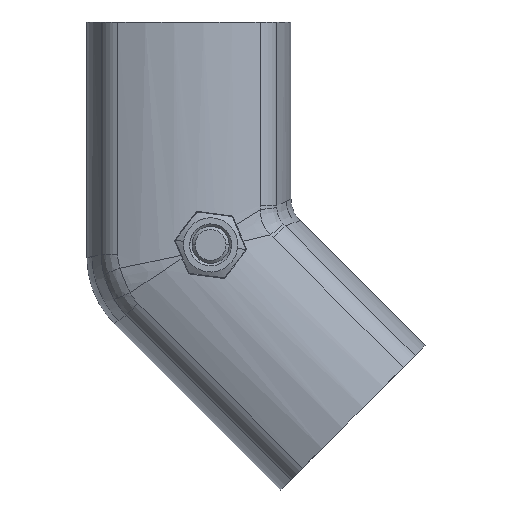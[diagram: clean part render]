
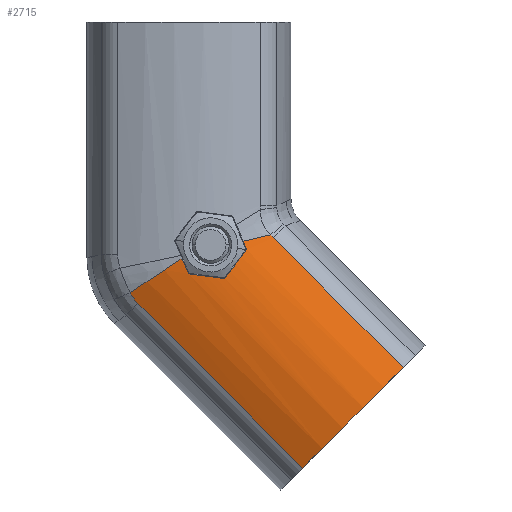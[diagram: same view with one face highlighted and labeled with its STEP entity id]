
A CAD part, front view. The second image highlights one B-rep face of the part: STEP entity #2715.
In plain terms, the highlighted cylindrical face has radius 30 mm (diameter 60 mm), a partial arc.
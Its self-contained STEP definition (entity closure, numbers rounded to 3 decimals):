
#98=B_SPLINE_CURVE_WITH_KNOTS('',3,(#4590,#4591,#4592,#4593,#4594),
 .UNSPECIFIED.,.F.,.F.,(4,1,4),(0.,1.349,2.695),
 .UNSPECIFIED.);
#99=B_SPLINE_CURVE_WITH_KNOTS('',3,(#4596,#4597,#4598,#4599,#4600,#4601,
#4602),.UNSPECIFIED.,.F.,.F.,(4,1,1,1,4),(0.,2.657,5.203,
7.719,10.303),.UNSPECIFIED.);
#100=B_SPLINE_CURVE_WITH_KNOTS('',3,(#4604,#4605,#4606,#4607,#4608,#4609),
 .UNSPECIFIED.,.F.,.F.,(4,1,1,4),(0.,0.804,1.537,
2.208),.UNSPECIFIED.);
#101=B_SPLINE_CURVE_WITH_KNOTS('',3,(#4614,#4615,#4616,#4617,#4618),
 .UNSPECIFIED.,.F.,.F.,(4,1,4),(0.,0.31,0.63),
 .UNSPECIFIED.);
#102=B_SPLINE_CURVE_WITH_KNOTS('',3,(#4620,#4621,#4622,#4623,#4624,#4625),
 .UNSPECIFIED.,.F.,.F.,(4,1,1,4),(0.,1.682,3.269,
4.767),.UNSPECIFIED.);
#103=B_SPLINE_CURVE_WITH_KNOTS('',3,(#4627,#4628,#4629,#4630,#4631),
 .UNSPECIFIED.,.F.,.F.,(4,1,4),(0.,0.742,1.487),
 .UNSPECIFIED.);
#170=ELLIPSE('',#2926,30.259,30.);
#171=ELLIPSE('',#2927,49.28,30.);
#198=CYLINDRICAL_SURFACE('',#2925,30.);
#293=FACE_OUTER_BOUND('',#452,.T.);
#452=EDGE_LOOP('',(#2091,#2092,#2093,#2094,#2095,#2096,#2097,#2098,#2099,
#2100,#2101));
#638=LINE('',#4610,#832);
#639=LINE('',#4612,#833);
#832=VECTOR('',#3379,37.647);
#833=VECTOR('',#3380,29.701);
#995=CIRCLE('',#2918,30.);
#1170=VERTEX_POINT('',#4562);
#1171=VERTEX_POINT('',#4564);
#1182=VERTEX_POINT('',#4588);
#1183=VERTEX_POINT('',#4589);
#1184=VERTEX_POINT('',#4595);
#1185=VERTEX_POINT('',#4603);
#1186=VERTEX_POINT('',#4611);
#1187=VERTEX_POINT('',#4613);
#1188=VERTEX_POINT('',#4619);
#1189=VERTEX_POINT('',#4626);
#1190=VERTEX_POINT('',#4632);
#1499=EDGE_CURVE('',#1170,#1171,#995,.T.);
#1511=EDGE_CURVE('',#1182,#1183,#98,.T.);
#1512=EDGE_CURVE('',#1182,#1184,#99,.T.);
#1513=EDGE_CURVE('',#1184,#1185,#100,.T.);
#1514=EDGE_CURVE('',#1185,#1171,#638,.T.);
#1515=EDGE_CURVE('',#1186,#1170,#639,.T.);
#1516=EDGE_CURVE('',#1187,#1186,#101,.T.);
#1517=EDGE_CURVE('',#1188,#1187,#102,.T.);
#1518=EDGE_CURVE('',#1188,#1189,#103,.T.);
#1519=EDGE_CURVE('',#1189,#1190,#170,.T.);
#1520=EDGE_CURVE('',#1190,#1183,#171,.T.);
#2091=ORIENTED_EDGE('',*,*,#1511,.F.);
#2092=ORIENTED_EDGE('',*,*,#1512,.T.);
#2093=ORIENTED_EDGE('',*,*,#1513,.T.);
#2094=ORIENTED_EDGE('',*,*,#1514,.T.);
#2095=ORIENTED_EDGE('',*,*,#1499,.F.);
#2096=ORIENTED_EDGE('',*,*,#1515,.F.);
#2097=ORIENTED_EDGE('',*,*,#1516,.F.);
#2098=ORIENTED_EDGE('',*,*,#1517,.F.);
#2099=ORIENTED_EDGE('',*,*,#1518,.T.);
#2100=ORIENTED_EDGE('',*,*,#1519,.T.);
#2101=ORIENTED_EDGE('',*,*,#1520,.T.);
#2715=ADVANCED_FACE('',(#293),#198,.T.);
#2918=AXIS2_PLACEMENT_3D('',#4565,#3358,#3359);
#2925=AXIS2_PLACEMENT_3D('',#4587,#3377,#3378);
#2926=AXIS2_PLACEMENT_3D('',#4633,#3381,#3382);
#2927=AXIS2_PLACEMENT_3D('',#4634,#3383,#3384);
#3358=DIRECTION('center_axis',(0.707,0.,-0.707));
#3359=DIRECTION('ref_axis',(0.271,-0.923,0.271));
#3377=DIRECTION('center_axis',(0.707,0.,-0.707));
#3378=DIRECTION('ref_axis',(0.707,0.,0.707));
#3379=DIRECTION('',(0.707,0.,-0.707));
#3380=DIRECTION('',(0.707,0.,-0.707));
#3381=DIRECTION('center_axis',(0.793,0.,-0.609));
#3382=DIRECTION('ref_axis',(0.609,0.,0.793));
#3383=DIRECTION('center_axis',(-0.131,0.,-0.991));
#3384=DIRECTION('ref_axis',(-0.991,0.,0.131));
#4562=CARTESIAN_POINT('',(34.656,-14.197,-18.377));
#4564=CARTESIAN_POINT('',(18.377,-14.197,-34.656));
#4565=CARTESIAN_POINT('Origin',(26.517,13.507,-26.517));
#4587=CARTESIAN_POINT('Origin',(26.517,13.507,-26.517));
#4588=CARTESIAN_POINT('',(-1.116,-16.464,-0.733));
#4589=CARTESIAN_POINT('',(-0.085,-16.401,-3.222));
#4590=CARTESIAN_POINT('Ctrl Pts',(-1.116,-16.464,-0.733));
#4591=CARTESIAN_POINT('Ctrl Pts',(-0.944,-16.457,-1.148));
#4592=CARTESIAN_POINT('Ctrl Pts',(-0.6,-16.439,-1.978));
#4593=CARTESIAN_POINT('Ctrl Pts',(-0.257,-16.415,
-2.808));
#4594=CARTESIAN_POINT('Ctrl Pts',(-0.085,-16.401,
-3.222));
#4595=CARTESIAN_POINT('',(-9.506,-14.349,-6.244));
#4596=CARTESIAN_POINT('Ctrl Pts',(-1.116,-16.464,-0.733));
#4597=CARTESIAN_POINT('Ctrl Pts',(-1.856,-16.426,-1.219));
#4598=CARTESIAN_POINT('Ctrl Pts',(-3.302,-16.279,-2.169));
#4599=CARTESIAN_POINT('Ctrl Pts',(-5.425,-15.847,-3.563));
#4600=CARTESIAN_POINT('Ctrl Pts',(-7.491,-15.217,-4.92));
#4601=CARTESIAN_POINT('Ctrl Pts',(-8.836,-14.663,-5.804));
#4602=CARTESIAN_POINT('Ctrl Pts',(-9.506,-14.349,-6.244));
#4603=CARTESIAN_POINT('',(-8.243,-14.197,-8.035));
#4604=CARTESIAN_POINT('Ctrl Pts',(-9.506,-14.349,-6.244));
#4605=CARTESIAN_POINT('Ctrl Pts',(-9.392,-14.313,-6.484));
#4606=CARTESIAN_POINT('Ctrl Pts',(-9.145,-14.256,-6.931));
#4607=CARTESIAN_POINT('Ctrl Pts',(-8.715,-14.207,-7.528));
#4608=CARTESIAN_POINT('Ctrl Pts',(-8.401,-14.197,-7.877));
#4609=CARTESIAN_POINT('Ctrl Pts',(-8.243,-14.197,-8.035));
#4610=CARTESIAN_POINT('',(-8.243,-14.197,-8.035));
#4611=CARTESIAN_POINT('',(13.654,-14.197,2.624));
#4612=CARTESIAN_POINT('',(13.654,-14.197,2.624));
#4613=CARTESIAN_POINT('',(13.231,-14.184,3.09));
#4614=CARTESIAN_POINT('Ctrl Pts',(13.231,-14.184,3.09));
#4615=CARTESIAN_POINT('Ctrl Pts',(13.296,-14.188,3.011));
#4616=CARTESIAN_POINT('Ctrl Pts',(13.434,-14.194,2.852));
#4617=CARTESIAN_POINT('Ctrl Pts',(13.578,-14.197,2.7));
#4618=CARTESIAN_POINT('Ctrl Pts',(13.654,-14.197,2.624));
#4619=CARTESIAN_POINT('',(8.772,-15.5,2.049));
#4620=CARTESIAN_POINT('Ctrl Pts',(8.772,-15.5,2.049));
#4621=CARTESIAN_POINT('Ctrl Pts',(9.305,-15.378,2.173));
#4622=CARTESIAN_POINT('Ctrl Pts',(10.336,-15.117,2.414));
#4623=CARTESIAN_POINT('Ctrl Pts',(11.822,-14.675,2.761));
#4624=CARTESIAN_POINT('Ctrl Pts',(12.773,-14.35,2.983));
#4625=CARTESIAN_POINT('Ctrl Pts',(13.231,-14.184,3.09));
#4626=CARTESIAN_POINT('',(9.339,-15.644,0.681));
#4627=CARTESIAN_POINT('Ctrl Pts',(8.772,-15.5,2.049));
#4628=CARTESIAN_POINT('Ctrl Pts',(8.866,-15.525,1.821));
#4629=CARTESIAN_POINT('Ctrl Pts',(9.055,-15.574,1.365));
#4630=CARTESIAN_POINT('Ctrl Pts',(9.244,-15.621,0.909));
#4631=CARTESIAN_POINT('Ctrl Pts',(9.339,-15.644,0.681));
#4632=CARTESIAN_POINT('',(5.754,-16.467,-3.991));
#4633=CARTESIAN_POINT('Origin',(4.988,13.507,-4.988));
#4634=CARTESIAN_POINT('Origin',(3.724,13.507,-3.724));
